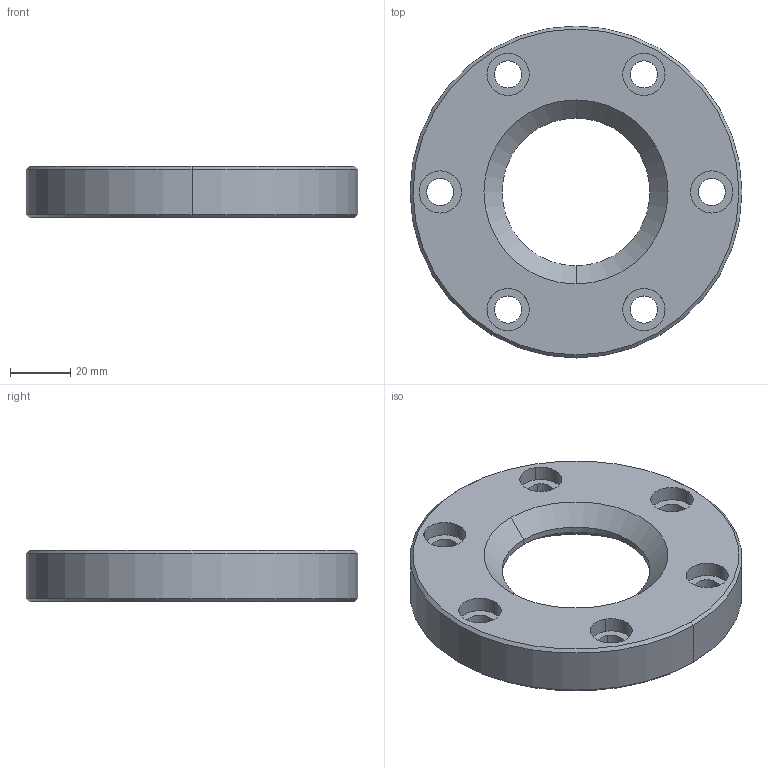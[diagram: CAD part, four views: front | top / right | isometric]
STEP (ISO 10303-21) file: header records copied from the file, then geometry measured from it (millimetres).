
FILE_DESCRIPTION (( 'STEP AP214' ), '1' );
FILE_NAME ('regina.STEP', '2025-03-10T08:58:44', ( '' ), ( '' ), 'SwSTEP 2.0', 'SolidWorks 2024', '' );
FILE_SCHEMA (( 'AUTOMOTIVE_DESIGN' ));
Length unit declared in the file: millimetre
Products named in the file (1): regina
Bounding box: 110 x 110 x 17 mm (x, y, z)
Volume: 99231.2 mm3; surface area: 25788.4 mm2
Topology: 1 solids, 1 shells, 49 faces, 112 edges, 72 vertices
Faces by surface type: cylinder 30, plane 9, cone 8, torus 2
Entity records: 1467 total; most frequent: DIRECTION 286, CARTESIAN_POINT 234, ORIENTED_EDGE 224, AXIS2_PLACEMENT_3D 124, EDGE_CURVE 112, CIRCLE 74, VERTEX_POINT 72, EDGE_LOOP 70
